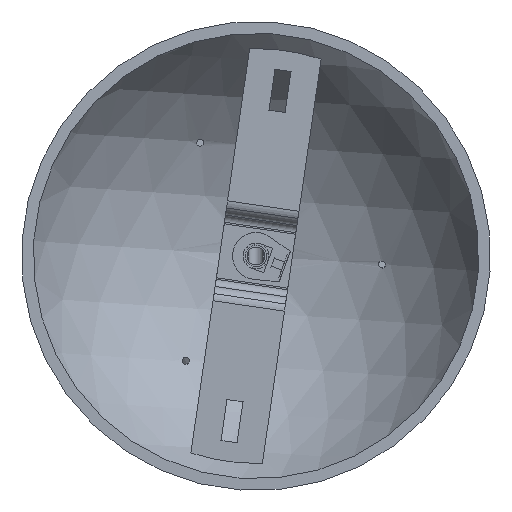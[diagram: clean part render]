
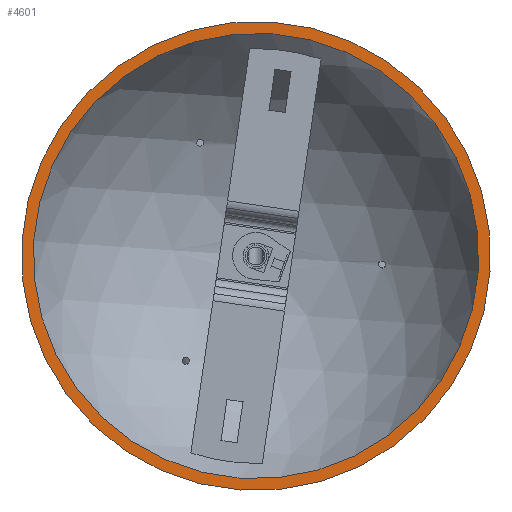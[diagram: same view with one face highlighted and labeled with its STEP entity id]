
A CAD part, front view. The second image highlights one B-rep face of the part: STEP entity #4601.
In plain terms, the highlighted face is planar.
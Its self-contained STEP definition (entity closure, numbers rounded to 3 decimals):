
#200=FACE_BOUND('',#851,.T.);
#330=PLANE('',#5273);
#568=FACE_OUTER_BOUND('',#850,.T.);
#850=EDGE_LOOP('',(#3950));
#851=EDGE_LOOP('',(#3951));
#1889=CIRCLE('',#5270,65.);
#1890=CIRCLE('',#5272,61.758);
#2256=VERTEX_POINT('',#8020);
#2257=VERTEX_POINT('',#8023);
#2842=EDGE_CURVE('',#2256,#2256,#1889,.T.);
#2843=EDGE_CURVE('',#2257,#2257,#1890,.T.);
#3950=ORIENTED_EDGE('',*,*,#2842,.F.);
#3951=ORIENTED_EDGE('',*,*,#2843,.T.);
#4601=ADVANCED_FACE('',(#568,#200),#330,.T.);
#5270=AXIS2_PLACEMENT_3D('',#8021,#6337,#6338);
#5272=AXIS2_PLACEMENT_3D('',#8024,#6341,#6342);
#5273=AXIS2_PLACEMENT_3D('',#8025,#6343,#6344);
#6337=DIRECTION('center_axis',(0.,-1.,0.));
#6338=DIRECTION('ref_axis',(1.,0.,0.));
#6341=DIRECTION('center_axis',(0.,-1.,0.));
#6342=DIRECTION('ref_axis',(1.,0.,0.));
#6343=DIRECTION('center_axis',(0.,1.,0.));
#6344=DIRECTION('ref_axis',(0.,0.,1.));
#8020=CARTESIAN_POINT('',(65.,0.,0.));
#8021=CARTESIAN_POINT('Origin',(0.,0.,0.));
#8023=CARTESIAN_POINT('',(61.758,0.,0.));
#8024=CARTESIAN_POINT('Origin',(0.,0.,0.));
#8025=CARTESIAN_POINT('Origin',(63.379,0.,0.));
